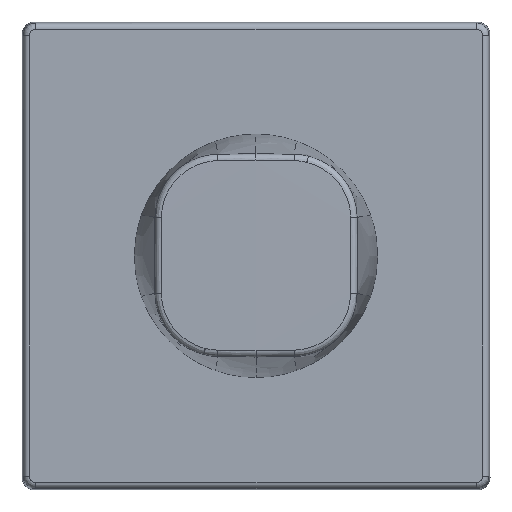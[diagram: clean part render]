
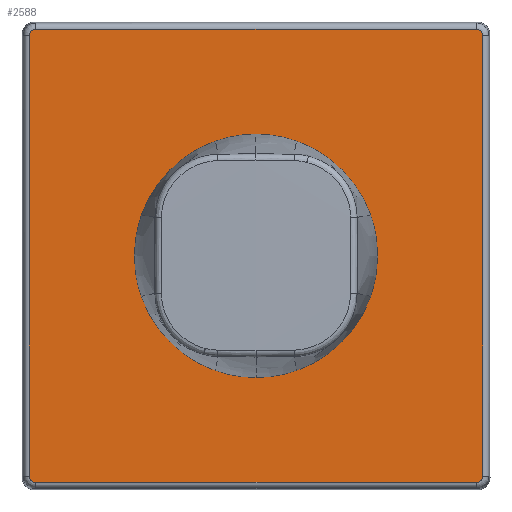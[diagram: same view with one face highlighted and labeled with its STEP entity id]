
A CAD part, top view. The second image highlights one B-rep face of the part: STEP entity #2588.
In plain terms, the highlighted planar face has unit normal (0, 0, 1).
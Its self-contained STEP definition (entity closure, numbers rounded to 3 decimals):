
#7 = LINE ( 'NONE', #1172, #381 ) ;
#15 = ORIENTED_EDGE ( 'NONE', *, *, #1704, .T. ) ;
#17 = ORIENTED_EDGE ( 'NONE', *, *, #2916, .T. ) ;
#30 = EDGE_CURVE ( 'NONE', #1309, #2958, #826, .T. ) ;
#65 = ORIENTED_EDGE ( 'NONE', *, *, #2152, .T. ) ;
#74 = ORIENTED_EDGE ( 'NONE', *, *, #465, .T. ) ;
#205 = CARTESIAN_POINT ( 'NONE',  ( -36.392, -35.979, 12. ) ) ;
#381 = VECTOR ( 'NONE', #961, 1000. ) ;
#465 = EDGE_CURVE ( 'NONE', #1006, #4139, #707, .T. ) ;
#608 = AXIS2_PLACEMENT_3D ( 'NONE', #1721, #1711, #1687 ) ;
#707 = CIRCLE ( 'NONE', #608, 1. ) ;
#786 = VERTEX_POINT ( 'NONE', #1768 ) ;
#826 = CIRCLE ( 'NONE', #1924, 1. ) ;
#961 = DIRECTION ( 'NONE',  ( 1., 0., 0. ) ) ;
#983 = CARTESIAN_POINT ( 'NONE',  ( 35.224, 34.637, 12. ) ) ;
#1006 = VERTEX_POINT ( 'NONE', #2027 ) ;
#1012 = CARTESIAN_POINT ( 'NONE',  ( 36.224, 34.637, 12. ) ) ;
#1047 = LINE ( 'NONE', #3741, #1248 ) ;
#1067 = DIRECTION ( 'NONE',  ( -1., 0., 0. ) ) ;
#1143 = EDGE_CURVE ( 'NONE', #3344, #1309, #7, .T. ) ;
#1172 = CARTESIAN_POINT ( 'NONE',  ( -0.084, -36.979, 12. ) ) ;
#1248 = VECTOR ( 'NONE', #3754, 1000. ) ;
#1294 = CIRCLE ( 'NONE', #2308, 17.502 ) ;
#1309 = VERTEX_POINT ( 'NONE', #3787 ) ;
#1317 = DIRECTION ( 'NONE',  ( 1., 0., 0. ) ) ;
#1331 = CARTESIAN_POINT ( 'NONE',  ( -0.084, -0.671, 12. ) ) ;
#1385 = DIRECTION ( 'NONE',  ( 0., 0., 1. ) ) ;
#1390 = CIRCLE ( 'NONE', #3608, 1. ) ;
#1400 = LINE ( 'NONE', #2864, #1450 ) ;
#1401 = CARTESIAN_POINT ( 'NONE',  ( -0.084, -0.671, 12. ) ) ;
#1413 = DIRECTION ( 'NONE',  ( 0., -1., 0. ) ) ;
#1450 = VECTOR ( 'NONE', #2878, 1000. ) ;
#1637 = CARTESIAN_POINT ( 'NONE',  ( 36.224, -35.979, 12. ) ) ;
#1678 = DIRECTION ( 'NONE',  ( 0., -1., 0. ) ) ;
#1687 = DIRECTION ( 'NONE',  ( 0., 1., 0. ) ) ;
#1692 = DIRECTION ( 'NONE',  ( 0., 0., 1. ) ) ;
#1698 = CARTESIAN_POINT ( 'NONE',  ( -35.392, -36.979, 12. ) ) ;
#1704 = EDGE_CURVE ( 'NONE', #2958, #2534, #1400, .T. ) ;
#1711 = DIRECTION ( 'NONE',  ( 0., 0., 1. ) ) ;
#1721 = CARTESIAN_POINT ( 'NONE',  ( -35.392, 34.637, 12. ) ) ;
#1731 = PLANE ( 'NONE',  #3886 ) ;
#1757 = DIRECTION ( 'NONE',  ( -1., 0., 0. ) ) ;
#1768 = CARTESIAN_POINT ( 'NONE',  ( 35.224, 35.637, 12. ) ) ;
#1772 = DIRECTION ( 'NONE',  ( 0., 0., 1. ) ) ;
#1795 = VERTEX_POINT ( 'NONE', #205 ) ;
#1826 = EDGE_CURVE ( 'NONE', #3588, #3588, #1294, .T. ) ;
#1924 = AXIS2_PLACEMENT_3D ( 'NONE', #1961, #1692, #1678 ) ;
#1961 = CARTESIAN_POINT ( 'NONE',  ( 35.224, -35.979, 12. ) ) ;
#1963 = DIRECTION ( 'NONE',  ( -1., 0., 0. ) ) ;
#2027 = CARTESIAN_POINT ( 'NONE',  ( -35.392, 35.637, 12. ) ) ;
#2067 = CARTESIAN_POINT ( 'NONE',  ( -35.392, -35.979, 12. ) ) ;
#2068 = EDGE_CURVE ( 'NONE', #1795, #3344, #1390, .T. ) ;
#2152 = EDGE_CURVE ( 'NONE', #786, #1006, #1047, .T. ) ;
#2308 = AXIS2_PLACEMENT_3D ( 'NONE', #1401, #1385, #1067 ) ;
#2534 = VERTEX_POINT ( 'NONE', #1012 ) ;
#2588 = ADVANCED_FACE ( 'NONE', ( #3632, #3673 ), #1731, .F. ) ;
#2636 = ORIENTED_EDGE ( 'NONE', *, *, #30, .T. ) ;
#2799 = CARTESIAN_POINT ( 'NONE',  ( -36.392, 34.637, 12. ) ) ;
#2864 = CARTESIAN_POINT ( 'NONE',  ( 36.224, -0.671, 12. ) ) ;
#2878 = DIRECTION ( 'NONE',  ( 0., 1., 0. ) ) ;
#2906 = ORIENTED_EDGE ( 'NONE', *, *, #1143, .T. ) ;
#2916 = EDGE_CURVE ( 'NONE', #2534, #786, #4171, .T. ) ;
#2958 = VERTEX_POINT ( 'NONE', #1637 ) ;
#2990 = EDGE_LOOP ( 'NONE', ( #4131 ) ) ;
#2998 = ORIENTED_EDGE ( 'NONE', *, *, #2068, .T. ) ;
#3125 = CARTESIAN_POINT ( 'NONE',  ( -17.586, -0.671, 12. ) ) ;
#3271 = DIRECTION ( 'NONE',  ( 0., 0., 1. ) ) ;
#3344 = VERTEX_POINT ( 'NONE', #1698 ) ;
#3457 = EDGE_CURVE ( 'NONE', #4139, #1795, #3770, .T. ) ;
#3588 = VERTEX_POINT ( 'NONE', #3125 ) ;
#3597 = DIRECTION ( 'NONE',  ( 0., 0., -1. ) ) ;
#3608 = AXIS2_PLACEMENT_3D ( 'NONE', #2067, #1772, #1757 ) ;
#3632 = FACE_BOUND ( 'NONE', #2990, .T. ) ;
#3665 = VECTOR ( 'NONE', #1413, 1000. ) ;
#3668 = CARTESIAN_POINT ( 'NONE',  ( -36.392, -0.671, 12. ) ) ;
#3673 = FACE_OUTER_BOUND ( 'NONE', #3765, .T. ) ;
#3741 = CARTESIAN_POINT ( 'NONE',  ( -0.084, 35.637, 12. ) ) ;
#3754 = DIRECTION ( 'NONE',  ( -1., 0., 0. ) ) ;
#3765 = EDGE_LOOP ( 'NONE', ( #4166, #2998, #2906, #2636, #15, #17, #65, #74 ) ) ;
#3770 = LINE ( 'NONE', #3668, #3665 ) ;
#3787 = CARTESIAN_POINT ( 'NONE',  ( 35.224, -36.979, 12. ) ) ;
#3886 = AXIS2_PLACEMENT_3D ( 'NONE', #1331, #3597, #1963 ) ;
#4131 = ORIENTED_EDGE ( 'NONE', *, *, #1826, .F. ) ;
#4139 = VERTEX_POINT ( 'NONE', #2799 ) ;
#4166 = ORIENTED_EDGE ( 'NONE', *, *, #3457, .T. ) ;
#4171 = CIRCLE ( 'NONE', #4226, 1. ) ;
#4226 = AXIS2_PLACEMENT_3D ( 'NONE', #983, #3271, #1317 ) ;
